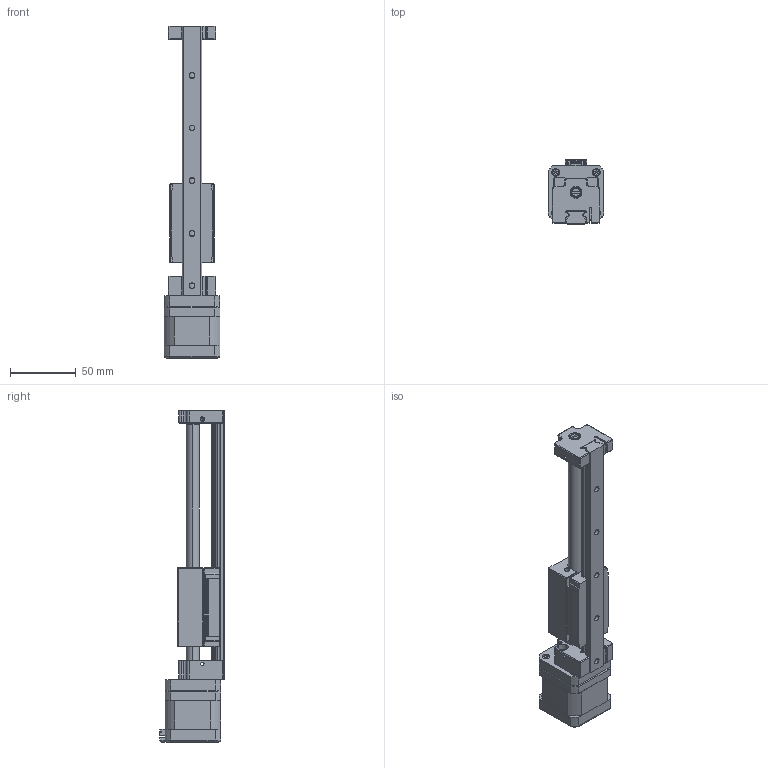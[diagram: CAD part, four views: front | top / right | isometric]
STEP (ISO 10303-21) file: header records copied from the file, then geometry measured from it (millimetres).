
FILE_DESCRIPTION (( 'STEP AP203' ), '1' );
FILE_NAME ('MS42-3A10T-LBX1-100-0.STEP', '2019-05-05T02:18:23', ( '' ), ( '' ), 'SwSTEP 2.0', 'SolidWorks 2014', '' );
FILE_SCHEMA (( 'CONFIG_CONTROL_DESIGN' ));
Length unit declared in the file: inch
Products named in the file (1): MS42-3A10T-LBX1-100-0
Bounding box: 42.2 x 48.85 x 252.3 mm (x, y, z)
Surface area: 56307.7 mm2 (no closed solid volume)
Topology: 0 solids, 36 shells, 668 faces, 2156 edges, 1484 vertices
Faces by surface type: plane 355, cylinder 164, cone 125, torus 10, sphere 8, bspline 6
Entity records: 24769 total; most frequent: CARTESIAN_POINT 5761, DIRECTION 3966, ORIENTED_EDGE 3607, EDGE_CURVE 2152, VERTEX_POINT 1484, LINE 1356, VECTOR 1356, AXIS2_PLACEMENT_3D 1305
